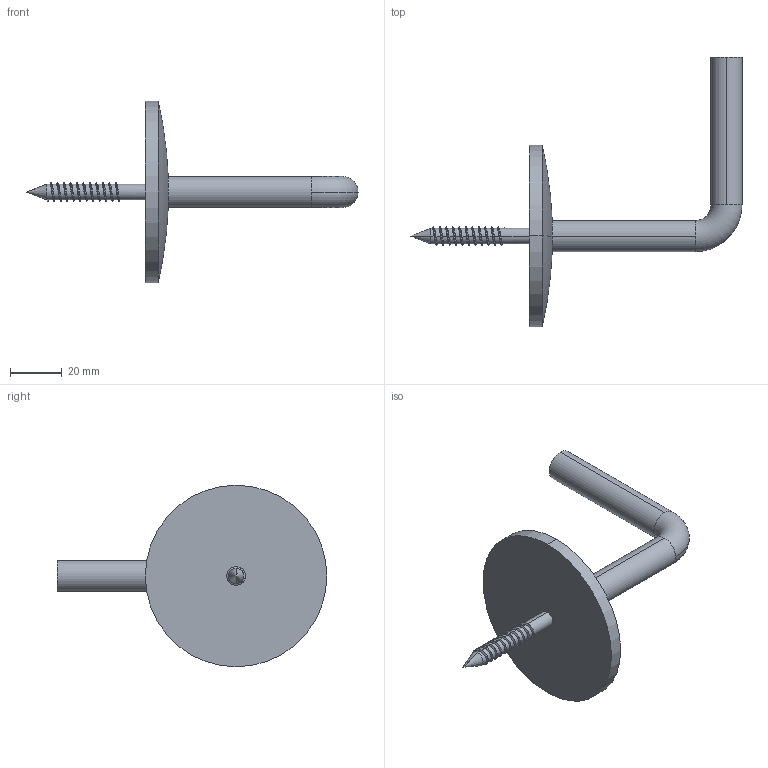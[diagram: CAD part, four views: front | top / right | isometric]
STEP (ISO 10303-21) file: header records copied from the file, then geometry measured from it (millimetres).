
FILE_DESCRIPTION (( 'STEP AP203' ), '1' );
FILE_NAME ('3D_GW2592_70x9_188702570.STEP', '2024-10-15T07:18:41', ( '' ), ( '' ), 'SwSTEP 2.0', 'SolidWorks 2024', '' );
FILE_SCHEMA (( 'CONFIG_CONTROL_DESIGN' ));
Length unit declared in the file: millimetre
Products named in the file (1): 3D_GW2592_70x9_188702570
Bounding box: 128 x 104 x 70 mm (x, y, z)
Volume: 42425.4 mm3; surface area: 15104.3 mm2
Topology: 1 solids, 1 shells, 73 faces, 201 edges, 128 vertices
Faces by surface type: cylinder 54, bspline 6, plane 5, torus 4, cone 4
Entity records: 6192 total; most frequent: CARTESIAN_POINT 4583, ORIENTED_EDGE 394, DIRECTION 257, EDGE_CURVE 197, VERTEX_POINT 128, AXIS2_PLACEMENT_3D 95, EDGE_LOOP 75, ADVANCED_FACE 73
